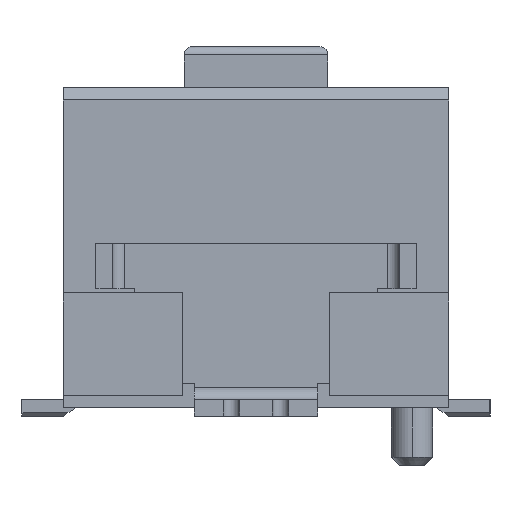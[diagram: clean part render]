
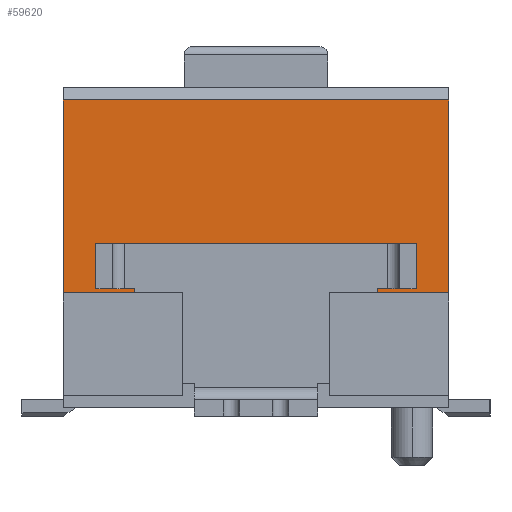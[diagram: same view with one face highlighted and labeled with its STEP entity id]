
A CAD part, left-side view. The second image highlights one B-rep face of the part: STEP entity #59620.
In plain terms, the highlighted planar face has unit normal (-1, 0, 0).
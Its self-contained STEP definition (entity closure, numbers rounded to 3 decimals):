
#34010=CARTESIAN_POINT('',(-9.1,1.6,1.5));
#34020=VERTEX_POINT('',#34010);
#34070=CARTESIAN_POINT('',(-9.1,0.,-0.1));
#34080=DIRECTION('',(0.,-0.707,-0.707));
#34090=VECTOR('',#34080,1.);
#34100=LINE('',#34070,#34090);
#34110=CARTESIAN_POINT('',(-9.1,1.5,1.4));
#34120=VERTEX_POINT('',#34110);
#34130=EDGE_CURVE('',#34020,#34120,#34100,.T.);
#41450=CARTESIAN_POINT('',(-9.1,1.475,0.6));
#41460=VERTEX_POINT('',#41450);
#41510=CARTESIAN_POINT('',(-9.1,1.475,0.));
#41520=DIRECTION('',(0.,0.,-1.));
#41530=VECTOR('',#41520,1.);
#41540=LINE('',#41510,#41530);
#41550=CARTESIAN_POINT('',(-9.1,1.475,1.55));
#41560=VERTEX_POINT('',#41550);
#41570=EDGE_CURVE('',#41560,#41460,#41540,.T.);
#44000=CARTESIAN_POINT('',(-9.1,-1.65,2.1));
#44010=VERTEX_POINT('',#44000);
#44040=CARTESIAN_POINT('',(-9.1,-1.65,1.724));
#44050=DIRECTION('',(0.,0.,1.));
#44060=VECTOR('',#44050,1.);
#44070=LINE('',#44040,#44060);
#44080=CARTESIAN_POINT('',(-9.1,-1.65,1.55));
#44090=VERTEX_POINT('',#44080);
#44100=EDGE_CURVE('',#44090,#44010,#44070,.T.);
#58380=CARTESIAN_POINT('',(-9.1,2.518,-0.044));
#58390=DIRECTION('',(-1.,0.,0.));
#58400=DIRECTION('',(0.,1.,0.));
#58410=AXIS2_PLACEMENT_3D('',#58380,#58390,#58400);
#58420=PLANE('',#58410);
#58430=ORIENTED_EDGE('',*,*,#44100,.F.);
#58440=CARTESIAN_POINT('',(-9.1,0.,2.1));
#58450=DIRECTION('',(0.,-1.,0.));
#58460=VECTOR('',#58450,1.);
#58470=LINE('',#58440,#58460);
#58480=CARTESIAN_POINT('',(-9.1,1.65,2.1));
#58490=VERTEX_POINT('',#58480);
#58500=EDGE_CURVE('',#58490,#44010,#58470,.T.);
#58510=ORIENTED_EDGE('',*,*,#58500,.T.);
#58520=CARTESIAN_POINT('',(-9.1,1.65,0.122));
#58530=DIRECTION('',(0.,0.,1.));
#58540=VECTOR('',#58530,1.);
#58550=LINE('',#58520,#58540);
#58560=CARTESIAN_POINT('',(-9.1,1.65,1.55));
#58570=VERTEX_POINT('',#58560);
#58580=EDGE_CURVE('',#58570,#58490,#58550,.T.);
#58590=ORIENTED_EDGE('',*,*,#58580,.T.);
#58600=CARTESIAN_POINT('',(-9.1,0.,1.55));
#58610=DIRECTION('',(0.,-1.,0.));
#58620=VECTOR('',#58610,1.);
#58630=LINE('',#58600,#58620);
#58640=EDGE_CURVE('',#58570,#41560,#58630,.T.);
#58650=ORIENTED_EDGE('',*,*,#58640,.F.);
#58660=ORIENTED_EDGE('',*,*,#41570,.F.);
#58670=CARTESIAN_POINT('',(-9.1,0.,0.6));
#58680=DIRECTION('',(0.,1.,0.));
#58690=VECTOR('',#58680,1.);
#58700=LINE('',#58670,#58690);
#58710=CARTESIAN_POINT('',(-9.1,1.5,0.6));
#58720=VERTEX_POINT('',#58710);
#58730=EDGE_CURVE('',#41460,#58720,#58700,.T.);
#58740=ORIENTED_EDGE('',*,*,#58730,.F.);
#58750=CARTESIAN_POINT('',(-9.1,1.5,0.));
#58760=DIRECTION('',(0.,0.,-1.));
#58770=VECTOR('',#58760,1.);
#58780=LINE('',#58750,#58770);
#58790=EDGE_CURVE('',#34120,#58720,#58780,.T.);
#58800=ORIENTED_EDGE('',*,*,#58790,.T.);
#58810=ORIENTED_EDGE('',*,*,#34130,.T.);
#58820=CARTESIAN_POINT('',(-9.1,0.,1.5));
#58830=DIRECTION('',(0.,-1.,0.));
#58840=VECTOR('',#58830,1.);
#58850=LINE('',#58820,#58840);
#58860=CARTESIAN_POINT('',(-9.1,2.35,1.5));
#58870=VERTEX_POINT('',#58860);
#58880=EDGE_CURVE('',#58870,#34020,#58850,.T.);
#58890=ORIENTED_EDGE('',*,*,#58880,.T.);
#58900=CARTESIAN_POINT('',(-9.1,2.35,0.));
#58910=DIRECTION('',(0.,0.,-1.));
#58920=VECTOR('',#58910,1.);
#58930=LINE('',#58900,#58920);
#58940=CARTESIAN_POINT('',(-9.1,2.35,3.85));
#58950=VERTEX_POINT('',#58940);
#58960=EDGE_CURVE('',#58950,#58870,#58930,.T.);
#58970=ORIENTED_EDGE('',*,*,#58960,.T.);
#58980=CARTESIAN_POINT('',(-9.1,0.,3.85));
#58990=DIRECTION('',(0.,1.,0.));
#59000=VECTOR('',#58990,1.);
#59010=LINE('',#58980,#59000);
#59020=CARTESIAN_POINT('',(-9.1,-2.35,3.85));
#59030=VERTEX_POINT('',#59020);
#59040=EDGE_CURVE('',#59030,#58950,#59010,.T.);
#59050=ORIENTED_EDGE('',*,*,#59040,.T.);
#59060=CARTESIAN_POINT('',(-9.1,-2.35,0.));
#59070=DIRECTION('',(0.,0.,-1.));
#59080=VECTOR('',#59070,1.);
#59090=LINE('',#59060,#59080);
#59100=CARTESIAN_POINT('',(-9.1,-2.35,1.5));
#59110=VERTEX_POINT('',#59100);
#59120=EDGE_CURVE('',#59030,#59110,#59090,.T.);
#59130=ORIENTED_EDGE('',*,*,#59120,.F.);
#59140=CARTESIAN_POINT('',(-9.1,0.,1.5));
#59150=DIRECTION('',(0.,-1.,0.));
#59160=VECTOR('',#59150,1.);
#59170=LINE('',#59140,#59160);
#59180=CARTESIAN_POINT('',(-9.1,-1.6,1.5));
#59190=VERTEX_POINT('',#59180);
#59200=EDGE_CURVE('',#59190,#59110,#59170,.T.);
#59210=ORIENTED_EDGE('',*,*,#59200,.T.);
#59220=CARTESIAN_POINT('',(-9.1,-0.1,0.));
#59230=DIRECTION('',(0.,-0.707,0.707));
#59240=VECTOR('',#59230,1.);
#59250=LINE('',#59220,#59240);
#59260=CARTESIAN_POINT('',(-9.1,-1.5,1.4));
#59270=VERTEX_POINT('',#59260);
#59280=EDGE_CURVE('',#59270,#59190,#59250,.T.);
#59290=ORIENTED_EDGE('',*,*,#59280,.T.);
#59300=CARTESIAN_POINT('',(-9.1,-1.5,0.));
#59310=DIRECTION('',(0.,0.,1.));
#59320=VECTOR('',#59310,1.);
#59330=LINE('',#59300,#59320);
#59340=CARTESIAN_POINT('',(-9.1,-1.5,0.6));
#59350=VERTEX_POINT('',#59340);
#59360=EDGE_CURVE('',#59350,#59270,#59330,.T.);
#59370=ORIENTED_EDGE('',*,*,#59360,.T.);
#59380=CARTESIAN_POINT('',(-9.1,0.,0.6));
#59390=DIRECTION('',(0.,-1.,0.));
#59400=VECTOR('',#59390,1.);
#59410=LINE('',#59380,#59400);
#59420=CARTESIAN_POINT('',(-9.1,-1.475,0.6));
#59430=VERTEX_POINT('',#59420);
#59440=EDGE_CURVE('',#59430,#59350,#59410,.T.);
#59450=ORIENTED_EDGE('',*,*,#59440,.T.);
#59460=CARTESIAN_POINT('',(-9.1,-1.475,0.));
#59470=DIRECTION('',(0.,0.,-1.));
#59480=VECTOR('',#59470,1.);
#59490=LINE('',#59460,#59480);
#59500=CARTESIAN_POINT('',(-9.1,-1.475,1.55));
#59510=VERTEX_POINT('',#59500);
#59520=EDGE_CURVE('',#59510,#59430,#59490,.T.);
#59530=ORIENTED_EDGE('',*,*,#59520,.T.);
#59540=CARTESIAN_POINT('',(-9.1,0.,1.55));
#59550=DIRECTION('',(0.,1.,0.));
#59560=VECTOR('',#59550,1.);
#59570=LINE('',#59540,#59560);
#59580=EDGE_CURVE('',#44090,#59510,#59570,.T.);
#59590=ORIENTED_EDGE('',*,*,#59580,.T.);
#59600=EDGE_LOOP('',(#59590,#59530,#59450,#59370,#59290,#59210,#59130,
#59050,#58970,#58890,#58810,#58800,#58740,#58660,#58650,#58590,#58510,
#58430));
#59610=FACE_OUTER_BOUND('',#59600,.T.);
#59620=ADVANCED_FACE('',(#59610),#58420,.T.);
